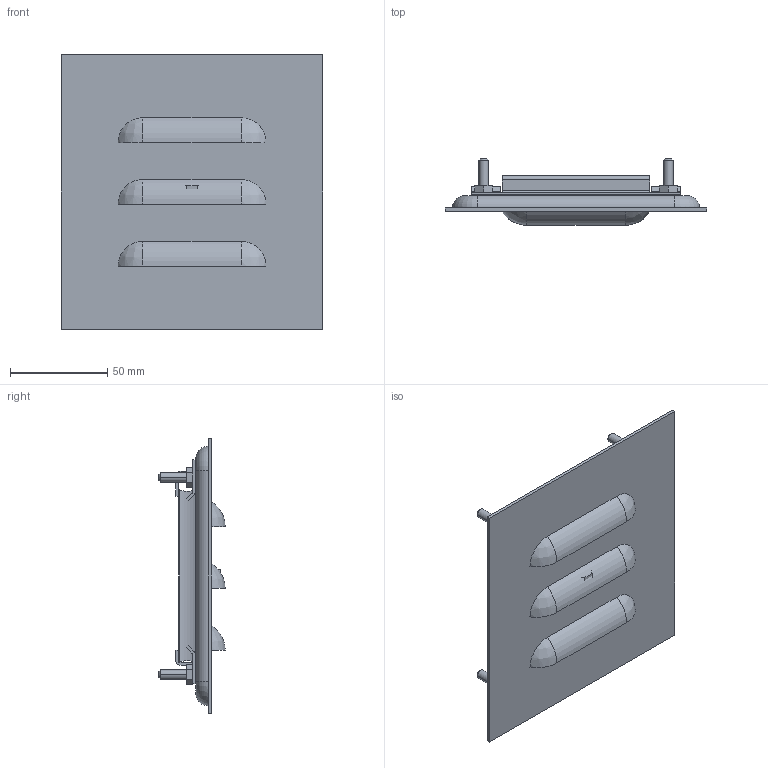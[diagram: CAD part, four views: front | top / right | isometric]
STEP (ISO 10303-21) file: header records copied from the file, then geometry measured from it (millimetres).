
FILE_DESCRIPTION (( 'STEP AP203' ), '1' );
FILE_NAME ('1481L3R55GY_Default.step', '2019-11-12T17:01:36', ( '' ), ( '' ), 'SwSTEP 2.0', 'SolidWorks 2019', '' );
FILE_SCHEMA (( 'CONFIG_CONTROL_DESIGN' ));
Length unit declared in the file: inch
Products named in the file (1): 1481L3R55GY_Default
Bounding box: 134.82 x 34.16 x 141.17 mm (x, y, z)
Volume: 123195.8 mm3; surface area: 99225.7 mm2
Topology: 14 solids, 15 shells, 250 faces, 594 edges, 374 vertices
Faces by surface type: plane 146, cylinder 72, cone 16, bspline 12, torus 4
Entity records: 7623 total; most frequent: CARTESIAN_POINT 1695, DIRECTION 1222, ORIENTED_EDGE 1180, EDGE_CURVE 590, AXIS2_PLACEMENT_3D 409, VECTOR 404, LINE 404, VERTEX_POINT 374
